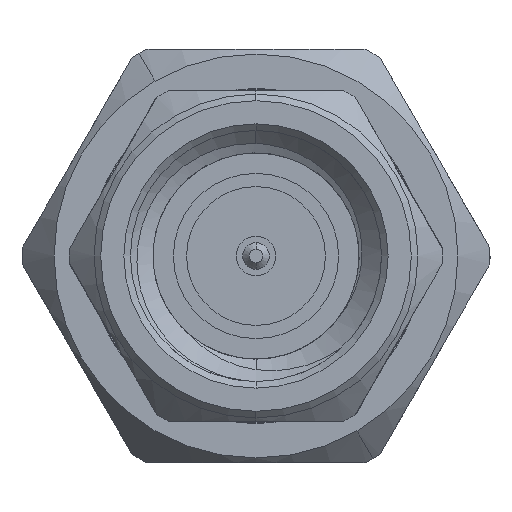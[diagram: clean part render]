
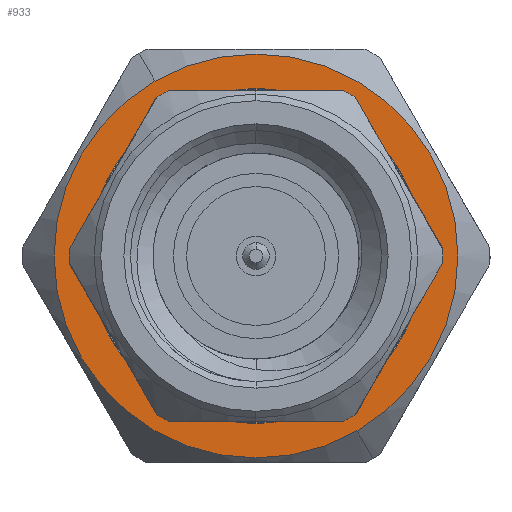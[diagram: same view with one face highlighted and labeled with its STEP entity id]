
A CAD part, left-side view. The second image highlights one B-rep face of the part: STEP entity #933.
In plain terms, the highlighted planar face has unit normal (-1, 0, 0).
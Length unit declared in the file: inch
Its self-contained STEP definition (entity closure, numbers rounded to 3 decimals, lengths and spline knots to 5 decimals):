
#392 = CARTESIAN_POINT ( 'NONE',  ( 0.46154, 0., 0.12619 ) ) ;
#403 = EDGE_CURVE ( 'NONE', #575, #2575, #2082, .T. ) ;
#490 = EDGE_LOOP ( 'NONE', ( #1101, #6289 ) ) ;
#575 = VERTEX_POINT ( 'NONE', #2018 ) ;
#933 = ADVANCED_FACE ( 'NONE', ( #5131, #4202 ), #6366, .T. ) ;
#1101 = ORIENTED_EDGE ( 'NONE', *, *, #403, .F. ) ;
#1193 = DIRECTION ( 'NONE',  ( 0., 0.5, 0.866 ) ) ;
#1353 = DIRECTION ( 'NONE',  ( 0., 0., 1. ) ) ;
#1766 = VERTEX_POINT ( 'NONE', #3796 ) ;
#1822 = AXIS2_PLACEMENT_3D ( 'NONE', #4437, #6733, #1193 ) ;
#1948 = EDGE_CURVE ( 'NONE', #1766, #5329, #3891, .T. ) ;
#2018 = CARTESIAN_POINT ( 'NONE',  ( 0.46154, 0., -0.12619 ) ) ;
#2082 = CIRCLE ( 'NONE', #6676, 0.12619 ) ;
#2536 = CIRCLE ( 'NONE', #6780, 0.12619 ) ;
#2556 = CARTESIAN_POINT ( 'NONE',  ( 0.46154, 0., 0. ) ) ;
#2575 = VERTEX_POINT ( 'NONE', #392 ) ;
#2782 = CARTESIAN_POINT ( 'NONE',  ( 0.46154, 0., 0. ) ) ;
#2881 = ORIENTED_EDGE ( 'NONE', *, *, #1948, .F. ) ;
#2931 = AXIS2_PLACEMENT_3D ( 'NONE', #3812, #5998, #3984 ) ;
#2951 = DIRECTION ( 'NONE',  ( 0., -0.5, -0.866 ) ) ;
#3796 = CARTESIAN_POINT ( 'NONE',  ( 0.46154, -0.0764, -0.13232 ) ) ;
#3812 = CARTESIAN_POINT ( 'NONE',  ( 0.46154, 0., 0. ) ) ;
#3837 = CARTESIAN_POINT ( 'NONE',  ( 0.46154, 0.0764, 0.13232 ) ) ;
#3891 = CIRCLE ( 'NONE', #1822, 0.15279 ) ;
#3984 = DIRECTION ( 'NONE',  ( 0., 0.5, 0.866 ) ) ;
#4202 = FACE_OUTER_BOUND ( 'NONE', #4364, .T. ) ;
#4364 = EDGE_LOOP ( 'NONE', ( #6237, #2881 ) ) ;
#4437 = CARTESIAN_POINT ( 'NONE',  ( 0.46154, 0., 0. ) ) ;
#4736 = DIRECTION ( 'NONE',  ( -1., 0., 0. ) ) ;
#4883 = EDGE_CURVE ( 'NONE', #2575, #575, #2536, .T. ) ;
#5131 = FACE_BOUND ( 'NONE', #490, .T. ) ;
#5329 = VERTEX_POINT ( 'NONE', #3837 ) ;
#5778 = DIRECTION ( 'NONE',  ( -1., 0., 0. ) ) ;
#5998 = DIRECTION ( 'NONE',  ( 1., 0., 0. ) ) ;
#6237 = ORIENTED_EDGE ( 'NONE', *, *, #6914, .F. ) ;
#6284 = CARTESIAN_POINT ( 'NONE',  ( 0.46154, 0., 0. ) ) ;
#6289 = ORIENTED_EDGE ( 'NONE', *, *, #4883, .F. ) ;
#6366 = PLANE ( 'NONE',  #6404 ) ;
#6404 = AXIS2_PLACEMENT_3D ( 'NONE', #2556, #4736, #2951 ) ;
#6480 = DIRECTION ( 'NONE',  ( 0., 0., 1. ) ) ;
#6484 = CIRCLE ( 'NONE', #2931, 0.15279 ) ;
#6676 = AXIS2_PLACEMENT_3D ( 'NONE', #6284, #5778, #1353 ) ;
#6733 = DIRECTION ( 'NONE',  ( 1., 0., 0. ) ) ;
#6780 = AXIS2_PLACEMENT_3D ( 'NONE', #2782, #7062, #6480 ) ;
#6914 = EDGE_CURVE ( 'NONE', #5329, #1766, #6484, .T. ) ;
#7062 = DIRECTION ( 'NONE',  ( -1., 0., 0. ) ) ;
